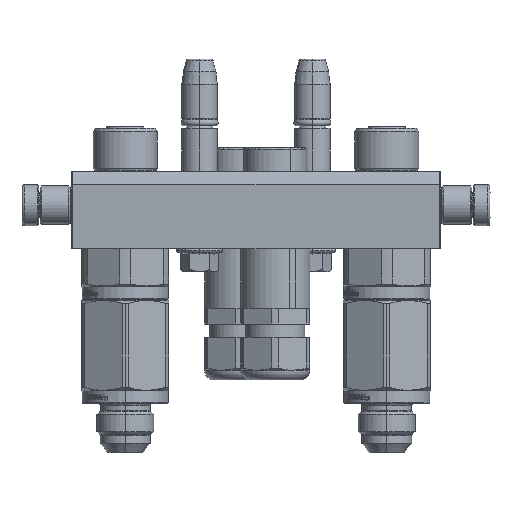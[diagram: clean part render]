
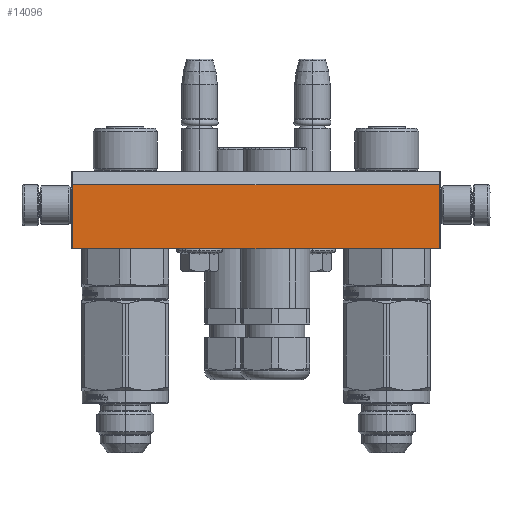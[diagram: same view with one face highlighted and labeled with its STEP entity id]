
A CAD part, left-side view. The second image highlights one B-rep face of the part: STEP entity #14096.
In plain terms, the highlighted face is planar.
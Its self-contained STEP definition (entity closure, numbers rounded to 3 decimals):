
#1065 = ORIENTED_EDGE ( 'NONE', *, *, #62902, .T. ) ;
#3921 = CARTESIAN_POINT ( 'NONE',  ( 143.5, 5., -90. ) ) ;
#4222 = LINE ( 'NONE', #13995, #55737 ) ;
#5289 = VECTOR ( 'NONE', #41292, 1000. ) ;
#5764 = CARTESIAN_POINT ( 'NONE',  ( 143.5, 5., -90. ) ) ;
#6889 = LINE ( 'NONE', #5764, #5289 ) ;
#8427 = VERTEX_POINT ( 'NONE', #3921 ) ;
#8850 = DIRECTION ( 'NONE',  ( -1., 0., 0. ) ) ;
#10642 = CARTESIAN_POINT ( 'NONE',  ( 0.5, 30., -90. ) ) ;
#13995 = CARTESIAN_POINT ( 'NONE',  ( 143.5, 30., -90. ) ) ;
#14096 = ADVANCED_FACE ( 'NONE', ( #35853 ), #60284, .T. ) ;
#18328 = VERTEX_POINT ( 'NONE', #24569 ) ;
#24236 = CARTESIAN_POINT ( 'NONE',  ( 143.5, 5., -90. ) ) ;
#24569 = CARTESIAN_POINT ( 'NONE',  ( 0.5, 5., -90. ) ) ;
#25480 = CARTESIAN_POINT ( 'NONE',  ( 143.5, 30., -90. ) ) ;
#29744 = EDGE_CURVE ( 'NONE', #54680, #58390, #4222, .T. ) ;
#32063 = VECTOR ( 'NONE', #54361, 1000. ) ;
#35103 = DIRECTION ( 'NONE',  ( 0., 0., -1. ) ) ;
#35249 = LINE ( 'NONE', #24236, #32063 ) ;
#35853 = FACE_OUTER_BOUND ( 'NONE', #55333, .T. ) ;
#38480 = CARTESIAN_POINT ( 'NONE',  ( 0.5, 5., -90. ) ) ;
#39483 = ORIENTED_EDGE ( 'NONE', *, *, #29744, .F. ) ;
#40088 = CARTESIAN_POINT ( 'NONE',  ( 144., 0., -90. ) ) ;
#41292 = DIRECTION ( 'NONE',  ( 0., 1., 0. ) ) ;
#42179 = LINE ( 'NONE', #38480, #46283 ) ;
#42254 = EDGE_CURVE ( 'NONE', #8427, #54680, #6889, .T. ) ;
#43062 = AXIS2_PLACEMENT_3D ( 'NONE', #40088, #35103, #8850 ) ;
#46065 = ORIENTED_EDGE ( 'NONE', *, *, #42254, .F. ) ;
#46283 = VECTOR ( 'NONE', #59393, 1000. ) ;
#51314 = ORIENTED_EDGE ( 'NONE', *, *, #61265, .T. ) ;
#54361 = DIRECTION ( 'NONE',  ( -1., 0., 0. ) ) ;
#54680 = VERTEX_POINT ( 'NONE', #25480 ) ;
#55333 = EDGE_LOOP ( 'NONE', ( #39483, #46065, #51314, #1065 ) ) ;
#55634 = DIRECTION ( 'NONE',  ( -1., 0., 0. ) ) ;
#55737 = VECTOR ( 'NONE', #55634, 1000. ) ;
#58390 = VERTEX_POINT ( 'NONE', #10642 ) ;
#59393 = DIRECTION ( 'NONE',  ( 0., 1., 0. ) ) ;
#60284 = PLANE ( 'NONE',  #43062 ) ;
#61265 = EDGE_CURVE ( 'NONE', #8427, #18328, #35249, .T. ) ;
#62902 = EDGE_CURVE ( 'NONE', #18328, #58390, #42179, .T. ) ;
